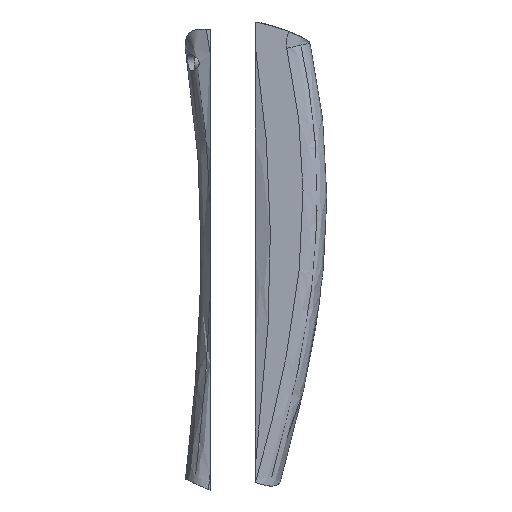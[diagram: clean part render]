
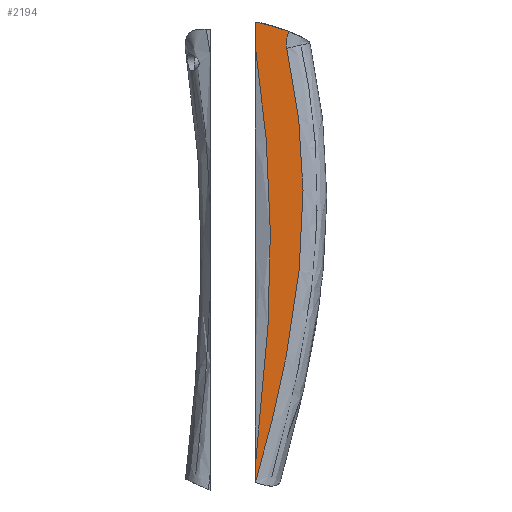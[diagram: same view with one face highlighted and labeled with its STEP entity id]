
A CAD part, left-side view. The second image highlights one B-rep face of the part: STEP entity #2194.
In plain terms, the highlighted planar face has unit normal (-1, 0, 0).
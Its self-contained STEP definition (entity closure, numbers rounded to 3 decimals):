
#72=CIRCLE('',#2298,7.5);
#101=(
BOUNDED_CURVE()
B_SPLINE_CURVE(5,(#2956,#2957,#2958,#2959,#2960,#2961),.UNSPECIFIED.,.F.,
 .F.)
B_SPLINE_CURVE_WITH_KNOTS((6,6),(0.753,0.755),
 .UNSPECIFIED.)
CURVE()
GEOMETRIC_REPRESENTATION_ITEM()
RATIONAL_B_SPLINE_CURVE((1.,1.,1.,1.,1.,1.))
REPRESENTATION_ITEM('')
);
#104=(
BOUNDED_CURVE()
B_SPLINE_CURVE(5,(#3700,#3701,#3702,#3703,#3704,#3705,#3706,#3707),
 .UNSPECIFIED.,.F.,.F.)
B_SPLINE_CURVE_WITH_KNOTS((6,1,1,6),(0.347,0.4,0.5,0.597),
 .UNSPECIFIED.)
CURVE()
GEOMETRIC_REPRESENTATION_ITEM()
RATIONAL_B_SPLINE_CURVE((1.,1.,1.,1.,1.,1.,1.,1.))
REPRESENTATION_ITEM('')
);
#214=FACE_OUTER_BOUND('',#343,.T.);
#343=EDGE_LOOP('',(#1687,#1688,#1689,#1690,#1691,#1692,#1693));
#497=B_SPLINE_CURVE_WITH_KNOTS('',3,(#4504,#4505,#4506,#4507,#4508,#4509,
#4510,#4511,#4512,#4513,#4514,#4515,#4516,#4517),.UNSPECIFIED.,.F.,.F.,
(4,1,1,1,1,1,1,1,1,2,4),(0.,2.722,5.443,
8.165,10.887,12.248,12.928,13.268,
13.438,13.608,13.877),.UNSPECIFIED.);
#498=B_SPLINE_CURVE_WITH_KNOTS('',3,(#4556,#4557,#4558,#4559,#4560,#4561,
#4562),.UNSPECIFIED.,.F.,.F.,(4,1,1,1,4),(-13.503,-9.71,
-7.813,-4.02,-0.227),.UNSPECIFIED.);
#644=LINE('',#3252,#757);
#645=LINE('',#3269,#758);
#757=VECTOR('',#2456,10.);
#758=VECTOR('',#2457,10.);
#856=VERTEX_POINT('',#2936);
#857=VERTEX_POINT('',#2955);
#886=VERTEX_POINT('',#3251);
#887=VERTEX_POINT('',#3253);
#888=VERTEX_POINT('',#3268);
#899=VERTEX_POINT('',#3333);
#900=VERTEX_POINT('',#3380);
#1091=EDGE_CURVE('',#856,#857,#101,.T.);
#1130=EDGE_CURVE('',#857,#886,#644,.T.);
#1132=EDGE_CURVE('',#887,#888,#645,.T.);
#1146=EDGE_CURVE('',#899,#900,#72,.T.);
#1160=EDGE_CURVE('',#899,#888,#104,.T.);
#1188=EDGE_CURVE('',#900,#856,#497,.T.);
#1193=EDGE_CURVE('',#886,#887,#498,.T.);
#1687=ORIENTED_EDGE('',*,*,#1130,.F.);
#1688=ORIENTED_EDGE('',*,*,#1091,.F.);
#1689=ORIENTED_EDGE('',*,*,#1188,.F.);
#1690=ORIENTED_EDGE('',*,*,#1146,.F.);
#1691=ORIENTED_EDGE('',*,*,#1160,.T.);
#1692=ORIENTED_EDGE('',*,*,#1132,.F.);
#1693=ORIENTED_EDGE('',*,*,#1193,.F.);
#2105=PLANE('',#2325);
#2194=ADVANCED_FACE('',(#214),#2105,.F.);
#2298=AXIS2_PLACEMENT_3D('',#3381,#2472,#2473);
#2325=AXIS2_PLACEMENT_3D('',#4700,#2539,#2540);
#2456=DIRECTION('',(0.,0.,1.));
#2457=DIRECTION('',(0.,0.,1.));
#2472=DIRECTION('center_axis',(-1.,0.,0.));
#2473=DIRECTION('ref_axis',(0.,-0.976,0.217));
#2539=DIRECTION('center_axis',(1.,0.,0.));
#2540=DIRECTION('ref_axis',(0.,1.,0.));
#2936=CARTESIAN_POINT('',(-1.671,23.955,-2.759));
#2955=CARTESIAN_POINT('',(-1.671,24.,-2.742));
#2956=CARTESIAN_POINT('Ctrl Pts',(-1.671,23.955,-2.759));
#2957=CARTESIAN_POINT('Ctrl Pts',(-1.671,23.964,-2.755));
#2958=CARTESIAN_POINT('Ctrl Pts',(-1.671,23.973,-2.752));
#2959=CARTESIAN_POINT('Ctrl Pts',(-1.671,23.982,-2.749));
#2960=CARTESIAN_POINT('Ctrl Pts',(-1.671,23.991,-2.746));
#2961=CARTESIAN_POINT('Ctrl Pts',(-1.671,24.,-2.742));
#3251=CARTESIAN_POINT('',(-1.671,24.,2.362));
#3252=CARTESIAN_POINT('',(-1.671,24.,69.152));
#3253=CARTESIAN_POINT('',(-1.671,24.,134.675));
#3268=CARTESIAN_POINT('',(-1.671,24.,142.369));
#3269=CARTESIAN_POINT('',(-1.671,24.,69.152));
#3333=CARTESIAN_POINT('',(-1.671,13.346,139.31));
#3380=CARTESIAN_POINT('',(-1.671,14.079,134.094));
#3381=CARTESIAN_POINT('Origin',(-1.671,6.759,135.725));
#3700=CARTESIAN_POINT('Ctrl Pts',(-1.671,13.346,139.31));
#3701=CARTESIAN_POINT('Ctrl Pts',(-1.671,13.737,139.463));
#3702=CARTESIAN_POINT('Ctrl Pts',(-1.671,14.897,139.907));
#3703=CARTESIAN_POINT('Ctrl Pts',(-1.671,16.951,140.645));
#3704=CARTESIAN_POINT('Ctrl Pts',(-1.671,19.207,141.363));
#3705=CARTESIAN_POINT('Ctrl Pts',(-1.671,21.493,141.95));
#3706=CARTESIAN_POINT('Ctrl Pts',(-1.671,23.195,142.259));
#3707=CARTESIAN_POINT('Ctrl Pts',(-1.671,24.,142.369));
#4504=CARTESIAN_POINT('Ctrl Pts',(-1.671,14.079,134.094));
#4505=CARTESIAN_POINT('Ctrl Pts',(-1.671,12.106,125.238));
#4506=CARTESIAN_POINT('Ctrl Pts',(-1.671,9.283,107.276));
#4507=CARTESIAN_POINT('Ctrl Pts',(-1.671,8.513,80.01));
#4508=CARTESIAN_POINT('Ctrl Pts',(-1.671,11.139,52.877));
#4509=CARTESIAN_POINT('Ctrl Pts',(-1.671,15.369,30.582));
#4510=CARTESIAN_POINT('Ctrl Pts',(-1.671,19.075,15.146));
#4511=CARTESIAN_POINT('Ctrl Pts',(-1.671,21.095,7.47));
#4512=CARTESIAN_POINT('Ctrl Pts',(-1.671,22.145,3.643));
#4513=CARTESIAN_POINT('Ctrl Pts',(-1.671,22.756,1.458));
#4514=CARTESIAN_POINT('Ctrl Pts',(-1.671,23.065,0.367));
#4515=CARTESIAN_POINT('Ctrl Pts',(-1.671,23.465,-1.038));
#4516=CARTESIAN_POINT('Ctrl Pts',(-1.671,23.71,-1.898));
#4517=CARTESIAN_POINT('Ctrl Pts',(-1.671,23.955,-2.759));
#4556=CARTESIAN_POINT('Ctrl Pts',(-1.671,24.,2.362));
#4557=CARTESIAN_POINT('Ctrl Pts',(-1.671,22.472,14.913));
#4558=CARTESIAN_POINT('Ctrl Pts',(-1.671,20.62,33.794));
#4559=CARTESIAN_POINT('Ctrl Pts',(-1.671,19.008,65.367));
#4560=CARTESIAN_POINT('Ctrl Pts',(-1.671,19.348,97.007));
#4561=CARTESIAN_POINT('Ctrl Pts',(-1.671,22.062,122.181));
#4562=CARTESIAN_POINT('Ctrl Pts',(-1.671,24.,134.675));
#4700=CARTESIAN_POINT('Origin',(-1.671,16.618,69.333));
